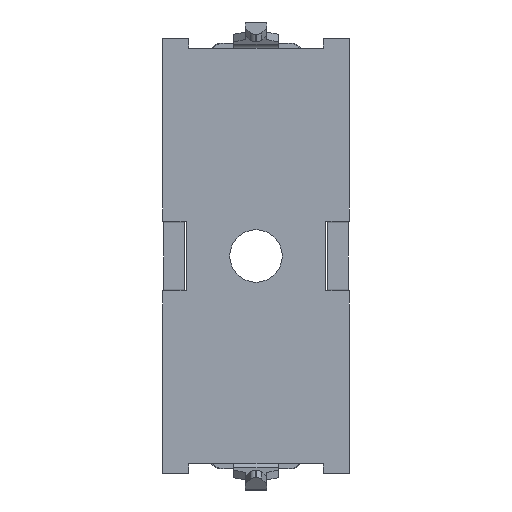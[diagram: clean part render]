
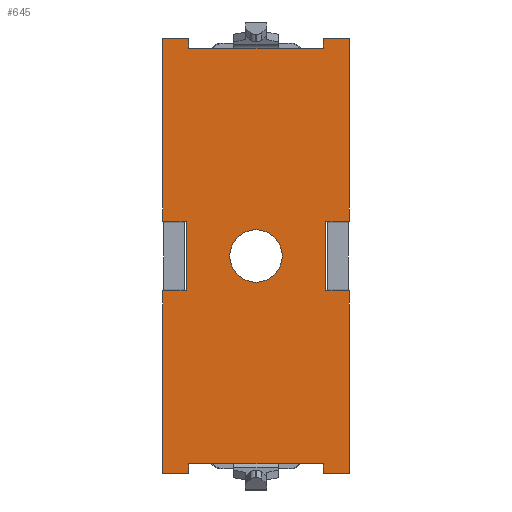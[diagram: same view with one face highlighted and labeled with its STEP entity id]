
A CAD part, front view. The second image highlights one B-rep face of the part: STEP entity #645.
In plain terms, the highlighted planar face has unit normal (0, -1, 0).
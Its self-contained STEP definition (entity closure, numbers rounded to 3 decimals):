
#645 = ADVANCED_FACE( '', ( #1299, #1300 ), #1301, .T. );
#1299 = FACE_OUTER_BOUND( '', #1953, .T. );
#1300 = FACE_BOUND( '', #1954, .T. );
#1301 = PLANE( '', #1955 );
#1953 = EDGE_LOOP( '', ( #3897, #3898, #3899, #3900, #3901, #3902, #3903, #3904, #3905, #3906, #3907, #3908, #3909, #3910, #3911, #3912, #3913, #3914, #3915, #3916 ) );
#1954 = EDGE_LOOP( '', ( #3917 ) );
#1955 = AXIS2_PLACEMENT_3D( '', #3918, #3919, #3920 );
#3897 = ORIENTED_EDGE( '', *, *, #4724, .T. );
#3898 = ORIENTED_EDGE( '', *, *, #4749, .F. );
#3899 = ORIENTED_EDGE( '', *, *, #4657, .T. );
#3900 = ORIENTED_EDGE( '', *, *, #4878, .F. );
#3901 = ORIENTED_EDGE( '', *, *, #4224, .F. );
#3902 = ORIENTED_EDGE( '', *, *, #4614, .F. );
#3903 = ORIENTED_EDGE( '', *, *, #4834, .F. );
#3904 = ORIENTED_EDGE( '', *, *, #4688, .F. );
#3905 = ORIENTED_EDGE( '', *, *, #4865, .T. );
#3906 = ORIENTED_EDGE( '', *, *, #4845, .T. );
#3907 = ORIENTED_EDGE( '', *, *, #4731, .T. );
#3908 = ORIENTED_EDGE( '', *, *, #4786, .F. );
#3909 = ORIENTED_EDGE( '', *, *, #4864, .F. );
#3910 = ORIENTED_EDGE( '', *, *, #4803, .T. );
#3911 = ORIENTED_EDGE( '', *, *, #4464, .T. );
#3912 = ORIENTED_EDGE( '', *, *, #4854, .T. );
#3913 = ORIENTED_EDGE( '', *, *, #4338, .T. );
#3914 = ORIENTED_EDGE( '', *, *, #4709, .T. );
#3915 = ORIENTED_EDGE( '', *, *, #4660, .F. );
#3916 = ORIENTED_EDGE( '', *, *, #4702, .T. );
#3917 = ORIENTED_EDGE( '', *, *, #4561, .T. );
#3918 = CARTESIAN_POINT( '', ( 7.05, 0., -7.45 ) );
#3919 = DIRECTION( '', ( 0., -1., 0. ) );
#3920 = DIRECTION( '', ( 0., 0., -1. ) );
#4224 = EDGE_CURVE( '', #5167, #5169, #5170, .T. );
#4338 = EDGE_CURVE( '', #5364, #5362, #5365, .T. );
#4464 = EDGE_CURVE( '', #5561, #5559, #5562, .T. );
#4561 = EDGE_CURVE( '', #5707, #5707, #5708, .T. );
#4614 = EDGE_CURVE( '', #5782, #5167, #5784, .T. );
#4657 = EDGE_CURVE( '', #5846, #5844, #5847, .T. );
#4660 = EDGE_CURVE( '', #5849, #5833, #5851, .T. );
#4688 = EDGE_CURVE( '', #5885, #5887, #5888, .T. );
#4702 = EDGE_CURVE( '', #5849, #5907, #5909, .T. );
#4709 = EDGE_CURVE( '', #5362, #5833, #5916, .T. );
#4724 = EDGE_CURVE( '', #5907, #5936, #5937, .T. );
#4731 = EDGE_CURVE( '', #5945, #5943, #5946, .T. );
#4749 = EDGE_CURVE( '', #5846, #5936, #5966, .T. );
#4786 = EDGE_CURVE( '', #6013, #5943, #6015, .T. );
#4803 = EDGE_CURVE( '', #6034, #5561, #6035, .T. );
#4834 = EDGE_CURVE( '', #5887, #5782, #6067, .T. );
#4845 = EDGE_CURVE( '', #6080, #5945, #6081, .T. );
#4854 = EDGE_CURVE( '', #5559, #5364, #6090, .T. );
#4864 = EDGE_CURVE( '', #6034, #6013, #6100, .T. );
#4865 = EDGE_CURVE( '', #5885, #6080, #6101, .T. );
#4878 = EDGE_CURVE( '', #5169, #5844, #6114, .T. );
#5167 = VERTEX_POINT( '', #6689 );
#5169 = VERTEX_POINT( '', #6692 );
#5170 = LINE( '', #6693, #6694 );
#5362 = VERTEX_POINT( '', #7147 );
#5364 = VERTEX_POINT( '', #7150 );
#5365 = LINE( '', #7151, #7152 );
#5559 = VERTEX_POINT( '', #7480 );
#5561 = VERTEX_POINT( '', #7483 );
#5562 = LINE( '', #7484, #7485 );
#5707 = VERTEX_POINT( '', #7689 );
#5708 = CIRCLE( '', #7690, 1.35 );
#5782 = VERTEX_POINT( '', #7793 );
#5784 = LINE( '', #7796, #7797 );
#5833 = VERTEX_POINT( '', #7867 );
#5844 = VERTEX_POINT( '', #7884 );
#5846 = VERTEX_POINT( '', #7887 );
#5847 = LINE( '', #7888, #7889 );
#5849 = VERTEX_POINT( '', #7892 );
#5851 = LINE( '', #7895, #7896 );
#5885 = VERTEX_POINT( '', #7944 );
#5887 = VERTEX_POINT( '', #7947 );
#5888 = LINE( '', #7948, #7949 );
#5907 = VERTEX_POINT( '', #8063 );
#5909 = LINE( '', #8066, #8067 );
#5916 = LINE( '', #8077, #8078 );
#5936 = VERTEX_POINT( '', #8241 );
#5937 = LINE( '', #8242, #8243 );
#5943 = VERTEX_POINT( '', #8251 );
#5945 = VERTEX_POINT( '', #8254 );
#5946 = LINE( '', #8255, #8256 );
#5966 = LINE( '', #8284, #8285 );
#6013 = VERTEX_POINT( '', #8448 );
#6015 = LINE( '', #8451, #8452 );
#6034 = VERTEX_POINT( '', #8478 );
#6035 = LINE( '', #8479, #8480 );
#6067 = LINE( '', #8521, #8522 );
#6080 = VERTEX_POINT( '', #8539 );
#6081 = LINE( '', #8540, #8541 );
#6090 = LINE( '', #8552, #8553 );
#6100 = LINE( '', #8566, #8567 );
#6101 = LINE( '', #8568, #8569 );
#6114 = LINE( '', #8583, #8584 );
#6689 = CARTESIAN_POINT( '', ( 1.35, 0., -21.9 ) );
#6692 = CARTESIAN_POINT( '', ( 1.35, 0., -22.4 ) );
#6693 = CARTESIAN_POINT( '', ( 1.35, 0., -22.2 ) );
#6694 = VECTOR( '', #8774, 1000. );
#7147 = CARTESIAN_POINT( '', ( 1.35, 0., 0. ) );
#7150 = CARTESIAN_POINT( '', ( 1.35, 0., -0.5 ) );
#7151 = CARTESIAN_POINT( '', ( 1.35, 0., -0.2 ) );
#7152 = VECTOR( '', #8920, 1000. );
#7480 = CARTESIAN_POINT( '', ( 8.25, 0., -0.5 ) );
#7483 = CARTESIAN_POINT( '', ( 8.25, 0., 0. ) );
#7484 = CARTESIAN_POINT( '', ( 8.25, 0., -0.2 ) );
#7485 = VECTOR( '', #9059, 1000. );
#7689 = CARTESIAN_POINT( '', ( 4.8, 0., -9.85 ) );
#7690 = AXIS2_PLACEMENT_3D( '', #9167, #9168, #9169 );
#7793 = CARTESIAN_POINT( '', ( 8.25, 0., -21.9 ) );
#7796 = CARTESIAN_POINT( '', ( -98.355, 0., -21.9 ) );
#7797 = VECTOR( '', #9227, 1000. );
#7867 = CARTESIAN_POINT( '', ( 0., 0., 0. ) );
#7884 = CARTESIAN_POINT( '', ( 0., 0., -22.4 ) );
#7887 = CARTESIAN_POINT( '', ( 0., 0., -13. ) );
#7888 = CARTESIAN_POINT( '', ( 0., 0., -22.2 ) );
#7889 = VECTOR( '', #9274, 1000. );
#7892 = CARTESIAN_POINT( '', ( 0., 0., -9.4 ) );
#7895 = CARTESIAN_POINT( '', ( 0., 0., -0.2 ) );
#7896 = VECTOR( '', #9277, 1000. );
#7944 = CARTESIAN_POINT( '', ( 9.6, 0., -22.4 ) );
#7947 = CARTESIAN_POINT( '', ( 8.25, 0., -22.4 ) );
#7948 = CARTESIAN_POINT( '', ( -98.355, 0., -22.4 ) );
#7949 = VECTOR( '', #9299, 1000. );
#8063 = CARTESIAN_POINT( '', ( 1.2, 0., -9.4 ) );
#8066 = CARTESIAN_POINT( '', ( -98.355, 0., -9.4 ) );
#8067 = VECTOR( '', #9312, 1000. );
#8077 = CARTESIAN_POINT( '', ( -98.355, 0., 0. ) );
#8078 = VECTOR( '', #9316, 1000. );
#8241 = CARTESIAN_POINT( '', ( 1.2, 0., -13. ) );
#8242 = CARTESIAN_POINT( '', ( 1.2, 0., -22.2 ) );
#8243 = VECTOR( '', #9328, 1000. );
#8251 = CARTESIAN_POINT( '', ( 8.4, 0., -9.4 ) );
#8254 = CARTESIAN_POINT( '', ( 8.4, 0., -13. ) );
#8255 = CARTESIAN_POINT( '', ( 8.4, 0., -0.2 ) );
#8256 = VECTOR( '', #9332, 1000. );
#8284 = CARTESIAN_POINT( '', ( -98.355, 0., -13. ) );
#8285 = VECTOR( '', #9347, 1000. );
#8448 = CARTESIAN_POINT( '', ( 9.6, 0., -9.4 ) );
#8451 = CARTESIAN_POINT( '', ( -98.355, 0., -9.4 ) );
#8452 = VECTOR( '', #9378, 1000. );
#8478 = CARTESIAN_POINT( '', ( 9.6, 0., 0. ) );
#8479 = CARTESIAN_POINT( '', ( -98.355, 0., 0. ) );
#8480 = VECTOR( '', #9392, 1000. );
#8521 = CARTESIAN_POINT( '', ( 8.25, 0., -22.2 ) );
#8522 = VECTOR( '', #9426, 1000. );
#8539 = CARTESIAN_POINT( '', ( 9.6, 0., -13. ) );
#8540 = CARTESIAN_POINT( '', ( -98.355, 0., -13. ) );
#8541 = VECTOR( '', #9437, 1000. );
#8552 = CARTESIAN_POINT( '', ( -98.355, 0., -0.5 ) );
#8553 = VECTOR( '', #9446, 1000. );
#8566 = CARTESIAN_POINT( '', ( 9.6, 0., -0.2 ) );
#8567 = VECTOR( '', #9453, 1000. );
#8568 = CARTESIAN_POINT( '', ( 9.6, 0., -22.2 ) );
#8569 = VECTOR( '', #9454, 1000. );
#8583 = CARTESIAN_POINT( '', ( -98.355, 0., -22.4 ) );
#8584 = VECTOR( '', #9459, 1000. );
#8774 = DIRECTION( '', ( 0., 0., -1. ) );
#8920 = DIRECTION( '', ( 0., 0., 1. ) );
#9059 = DIRECTION( '', ( 0., 0., -1. ) );
#9167 = CARTESIAN_POINT( '', ( 4.8, 0., -11.2 ) );
#9168 = DIRECTION( '', ( 0., 1., 0. ) );
#9169 = DIRECTION( '', ( 0., 0., 1. ) );
#9227 = DIRECTION( '', ( -1., 0., 0. ) );
#9274 = DIRECTION( '', ( 0., 0., -1. ) );
#9277 = DIRECTION( '', ( 0., 0., 1. ) );
#9299 = DIRECTION( '', ( -1., 0., 0. ) );
#9312 = DIRECTION( '', ( 1., 0., 0. ) );
#9316 = DIRECTION( '', ( -1., 0., 0. ) );
#9328 = DIRECTION( '', ( 0., 0., -1. ) );
#9332 = DIRECTION( '', ( 0., 0., 1. ) );
#9347 = DIRECTION( '', ( 1., 0., 0. ) );
#9378 = DIRECTION( '', ( -1., 0., 0. ) );
#9392 = DIRECTION( '', ( -1., 0., 0. ) );
#9426 = DIRECTION( '', ( 0., 0., 1. ) );
#9437 = DIRECTION( '', ( -1., 0., 0. ) );
#9446 = DIRECTION( '', ( -1., 0., 0. ) );
#9453 = DIRECTION( '', ( 0., 0., -1. ) );
#9454 = DIRECTION( '', ( 0., 0., 1. ) );
#9459 = DIRECTION( '', ( -1., 0., 0. ) );
